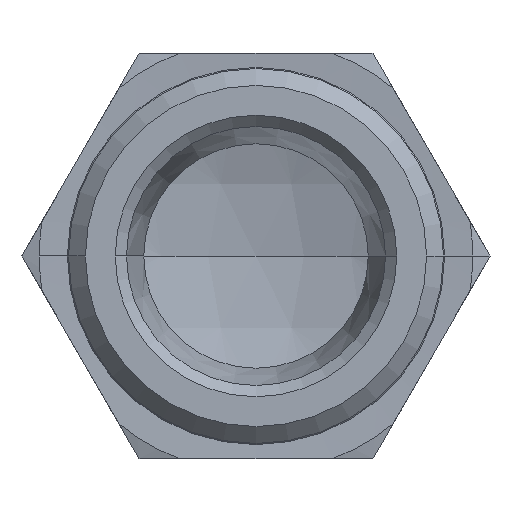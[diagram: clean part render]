
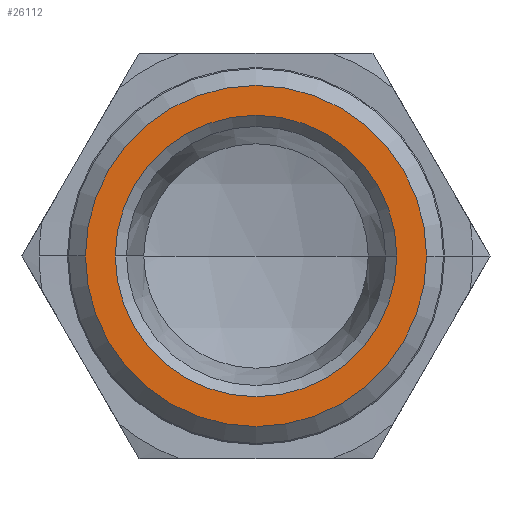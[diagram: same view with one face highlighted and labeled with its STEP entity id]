
A CAD part, front view. The second image highlights one B-rep face of the part: STEP entity #26112.
In plain terms, the highlighted planar face has unit normal (0, -1, 0).
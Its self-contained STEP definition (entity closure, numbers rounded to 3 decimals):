
#4598 = PLANE ( 'NONE',  #35067 ) ;
#5384 = DIRECTION ( 'NONE',  ( 0., 1., 0. ) ) ;
#7323 = FACE_BOUND ( 'NONE', #28534, .T. ) ;
#7424 = DIRECTION ( 'NONE',  ( 0., 0., 1. ) ) ;
#7698 = EDGE_CURVE ( 'NONE', #36123, #15659, #20003, .T. ) ;
#7701 = CARTESIAN_POINT ( 'NONE',  ( 12.5, -18., 0. ) ) ;
#7942 = DIRECTION ( 'NONE',  ( 0., 1., 0. ) ) ;
#8756 = CARTESIAN_POINT ( 'NONE',  ( 15.15, -18., 0. ) ) ;
#8839 = CIRCLE ( 'NONE', #16997, 15.15 ) ;
#9373 = DIRECTION ( 'NONE',  ( 0., 1., 0. ) ) ;
#10925 = EDGE_CURVE ( 'NONE', #35972, #19727, #16828, .T. ) ;
#12356 = CARTESIAN_POINT ( 'NONE',  ( -12.5, -18., 0. ) ) ;
#12534 = CARTESIAN_POINT ( 'NONE',  ( 0., -18., 0. ) ) ;
#12999 = EDGE_CURVE ( 'NONE', #15659, #36123, #8839, .T. ) ;
#14535 = AXIS2_PLACEMENT_3D ( 'NONE', #24762, #7942, #27557 ) ;
#15336 = DIRECTION ( 'NONE',  ( 1., 0., 0. ) ) ;
#15659 = VERTEX_POINT ( 'NONE', #8756 ) ;
#16828 = CIRCLE ( 'NONE', #24704, 12.5 ) ;
#16997 = AXIS2_PLACEMENT_3D ( 'NONE', #22170, #5384, #25016 ) ;
#19727 = VERTEX_POINT ( 'NONE', #7701 ) ;
#20003 = CIRCLE ( 'NONE', #14535, 15.15 ) ;
#20064 = CIRCLE ( 'NONE', #35273, 12.5 ) ;
#22170 = CARTESIAN_POINT ( 'NONE',  ( 0., -18., 0. ) ) ;
#24235 = DIRECTION ( 'NONE',  ( 0., 1., 0. ) ) ;
#24704 = AXIS2_PLACEMENT_3D ( 'NONE', #12534, #32124, #15336 ) ;
#24762 = CARTESIAN_POINT ( 'NONE',  ( 0., -18., 0. ) ) ;
#24900 = EDGE_CURVE ( 'NONE', #19727, #35972, #20064, .T. ) ;
#25016 = DIRECTION ( 'NONE',  ( 1., 0., 0. ) ) ;
#26112 = ADVANCED_FACE ( 'NONE', ( #7323, #28833 ), #4598, .F. ) ;
#26174 = CARTESIAN_POINT ( 'NONE',  ( 0., -18., 0. ) ) ;
#26922 = CARTESIAN_POINT ( 'NONE',  ( 31.177, -18., 18. ) ) ;
#27557 = DIRECTION ( 'NONE',  ( 1., 0., 0. ) ) ;
#28534 = EDGE_LOOP ( 'NONE', ( #33038, #30000 ) ) ;
#28833 = FACE_OUTER_BOUND ( 'NONE', #35393, .T. ) ;
#28994 = DIRECTION ( 'NONE',  ( 1., 0., 0. ) ) ;
#29846 = ORIENTED_EDGE ( 'NONE', *, *, #12999, .F. ) ;
#30000 = ORIENTED_EDGE ( 'NONE', *, *, #24900, .T. ) ;
#32124 = DIRECTION ( 'NONE',  ( 0., 1., 0. ) ) ;
#32371 = ORIENTED_EDGE ( 'NONE', *, *, #7698, .F. ) ;
#33038 = ORIENTED_EDGE ( 'NONE', *, *, #10925, .T. ) ;
#35067 = AXIS2_PLACEMENT_3D ( 'NONE', #26922, #24235, #7424 ) ;
#35273 = AXIS2_PLACEMENT_3D ( 'NONE', #26174, #9373, #28994 ) ;
#35393 = EDGE_LOOP ( 'NONE', ( #29846, #32371 ) ) ;
#35643 = CARTESIAN_POINT ( 'NONE',  ( -15.15, -18., 0. ) ) ;
#35972 = VERTEX_POINT ( 'NONE', #12356 ) ;
#36123 = VERTEX_POINT ( 'NONE', #35643 ) ;
